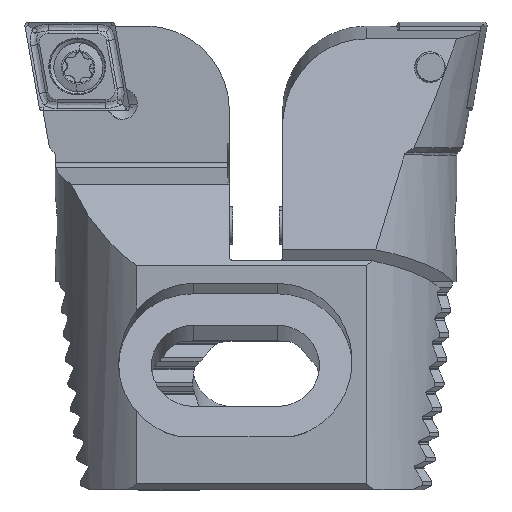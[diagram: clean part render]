
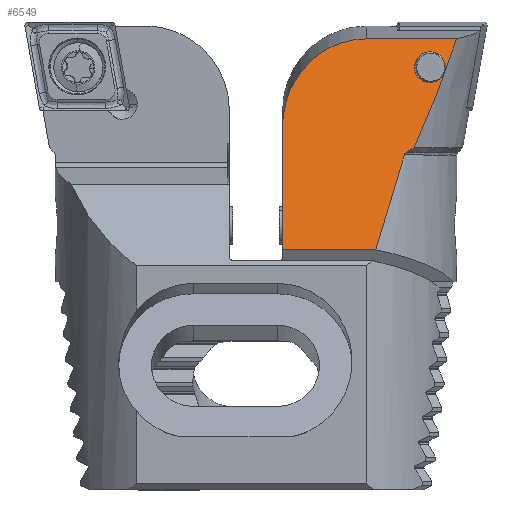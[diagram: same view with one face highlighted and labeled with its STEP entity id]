
A CAD part, top view. The second image highlights one B-rep face of the part: STEP entity #6549.
In plain terms, the highlighted face is planar.
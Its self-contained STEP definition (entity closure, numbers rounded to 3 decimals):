
#5 = CARTESIAN_POINT ( 'NONE',  ( 8.847, -14.266, -14.275 ) ) ;
#173 = EDGE_CURVE ( 'NONE', #6796, #1209, #372, .T. ) ;
#234 = CARTESIAN_POINT ( 'NONE',  ( 7.818, -13.473, -14.062 ) ) ;
#277 = ORIENTED_EDGE ( 'NONE', *, *, #2620, .T. ) ;
#372 =( BOUNDED_CURVE ( )  B_SPLINE_CURVE ( 3, ( #486, #1277, #508, #5 ),
 .UNSPECIFIED., .F., .T. ) 
 B_SPLINE_CURVE_WITH_KNOTS ( ( 4, 4 ),
 ( 3.769, 3.965 ),
 .UNSPECIFIED. ) 
 CURVE ( )  GEOMETRIC_REPRESENTATION_ITEM ( )  RATIONAL_B_SPLINE_CURVE ( ( 1., 0.997, 0.997, 1. ) ) 
 REPRESENTATION_ITEM ( '' )  );
#413 = CARTESIAN_POINT ( 'NONE',  ( 21.9, -11.204, -13.454 ) ) ;
#477 = ORIENTED_EDGE ( 'NONE', *, *, #173, .T. ) ;
#486 = CARTESIAN_POINT ( 'NONE',  ( 11.921, -24.437, -17. ) ) ;
#508 = CARTESIAN_POINT ( 'NONE',  ( 9.781, -18.026, -15.282 ) ) ;
#522 =( BOUNDED_CURVE ( )  B_SPLINE_CURVE ( 3, ( #3523, #3314, #3287, #3564 ),
 .UNSPECIFIED., .F., .F. ) 
 B_SPLINE_CURVE_WITH_KNOTS ( ( 4, 4 ),
 ( 4.583, 7.724 ),
 .UNSPECIFIED. ) 
 CURVE ( )  GEOMETRIC_REPRESENTATION_ITEM ( )  RATIONAL_B_SPLINE_CURVE ( ( 1., 0.333, 0.333, 1. ) ) 
 REPRESENTATION_ITEM ( '' )  );
#757 = ORIENTED_EDGE ( 'NONE', *, *, #2007, .T. ) ;
#950 = ORIENTED_EDGE ( 'NONE', *, *, #3525, .T. ) ;
#1152 = CARTESIAN_POINT ( 'NONE',  ( 4.722, -6.18, -12.108 ) ) ;
#1164 = ORIENTED_EDGE ( 'NONE', *, *, #5370, .T. ) ;
#1209 = VERTEX_POINT ( 'NONE', #3142 ) ;
#1230 =( BOUNDED_CURVE ( )  B_SPLINE_CURVE ( 3, ( #2710, #2740, #3408, #2407 ),
 .UNSPECIFIED., .F., .T. ) 
 B_SPLINE_CURVE_WITH_KNOTS ( ( 4, 4 ),
 ( 0., 1.571 ),
 .UNSPECIFIED. ) 
 CURVE ( )  GEOMETRIC_REPRESENTATION_ITEM ( )  RATIONAL_B_SPLINE_CURVE ( ( 1., 0.805, 0.805, 1. ) ) 
 REPRESENTATION_ITEM ( '' )  );
#1277 = CARTESIAN_POINT ( 'NONE',  ( 10.809, -21.427, -16.194 ) ) ;
#1344 = CARTESIAN_POINT ( 'NONE',  ( 49., -1.828, -10.942 ) ) ;
#1418 = EDGE_CURVE ( 'NONE', #6473, #5898, #522, .T. ) ;
#1462 = ORIENTED_EDGE ( 'NONE', *, *, #3326, .T. ) ;
#1613 = CARTESIAN_POINT ( 'NONE',  ( 4.477, -4.859, -11.754 ) ) ;
#1640 = CARTESIAN_POINT ( 'NONE',  ( 8.619, -13.983, -14.199 ) ) ;
#1836 = LINE ( 'NONE', #2544, #5093 ) ;
#2007 = EDGE_CURVE ( 'NONE', #4476, #2068, #1230, .T. ) ;
#2068 = VERTEX_POINT ( 'NONE', #413 ) ;
#2182 = ORIENTED_EDGE ( 'NONE', *, *, #6940, .T. ) ;
#2193 = CARTESIAN_POINT ( 'NONE',  ( 7.779, -4.859, -11.754 ) ) ;
#2219 = CARTESIAN_POINT ( 'NONE',  ( 7.81, -8.159, -12.638 ) ) ;
#2223 = B_SPLINE_CURVE_WITH_KNOTS ( 'NONE', 3,
 ( #5576, #5561, #5546, #5541 ),
 .UNSPECIFIED., .F., .F.,
 ( 4, 4 ),
 ( 0., 0.001 ),
 .UNSPECIFIED. ) ;
#2302 = CARTESIAN_POINT ( 'NONE',  ( 49., -1.828, -10.942 ) ) ;
#2304 = CARTESIAN_POINT ( 'NONE',  ( 11.921, -24.437, -17. ) ) ;
#2407 = CARTESIAN_POINT ( 'NONE',  ( 21.9, -11.204, -13.454 ) ) ;
#2420 = CARTESIAN_POINT ( 'NONE',  ( 7.818, -13.473, -14.062 ) ) ;
#2513 = DIRECTION ( 'NONE',  ( 0., 0.966, 0.259 ) ) ;
#2522 = DIRECTION ( 'NONE',  ( -1., 0., 0. ) ) ;
#2544 = CARTESIAN_POINT ( 'NONE',  ( 21.9, -24.437, -17. ) ) ;
#2620 = EDGE_CURVE ( 'NONE', #5898, #6473, #3578, .T. ) ;
#2640 = DIRECTION ( 'NONE',  ( 0., -0.966, -0.259 ) ) ;
#2710 = CARTESIAN_POINT ( 'NONE',  ( 12.9, -1.828, -10.942 ) ) ;
#2736 = DIRECTION ( 'NONE',  ( -1., 0., 0. ) ) ;
#2740 = CARTESIAN_POINT ( 'NONE',  ( 18.172, -1.828, -10.942 ) ) ;
#3064 = FACE_BOUND ( 'NONE', #4102, .T. ) ;
#3142 = CARTESIAN_POINT ( 'NONE',  ( 8.847, -14.266, -14.275 ) ) ;
#3204 = CARTESIAN_POINT ( 'NONE',  ( 3.249, -1.828, -10.942 ) ) ;
#3250 =( BOUNDED_CURVE ( )  B_SPLINE_CURVE ( 3, ( #2420, #6917, #1152, #5678 ),
 .UNSPECIFIED., .F., .F. ) 
 B_SPLINE_CURVE_WITH_KNOTS ( ( 4, 4 ),
 ( 3.554, 3.679 ),
 .UNSPECIFIED. ) 
 CURVE ( )  GEOMETRIC_REPRESENTATION_ITEM ( )  RATIONAL_B_SPLINE_CURVE ( ( 1., 0.999, 0.999, 1. ) ) 
 REPRESENTATION_ITEM ( '' )  );
#3287 = CARTESIAN_POINT ( 'NONE',  ( 4.446, -1.559, -10.87 ) ) ;
#3314 = CARTESIAN_POINT ( 'NONE',  ( 7.748, -1.559, -10.87 ) ) ;
#3326 = EDGE_CURVE ( 'NONE', #1209, #5941, #7988, .T. ) ;
#3408 = CARTESIAN_POINT ( 'NONE',  ( 21.9, -5.711, -11.982 ) ) ;
#3473 = CARTESIAN_POINT ( 'NONE',  ( 4.508, -8.159, -12.638 ) ) ;
#3523 = CARTESIAN_POINT ( 'NONE',  ( 7.779, -4.859, -11.754 ) ) ;
#3525 = EDGE_CURVE ( 'NONE', #5941, #6691, #2223, .T. ) ;
#3564 = CARTESIAN_POINT ( 'NONE',  ( 4.477, -4.859, -11.754 ) ) ;
#3578 =( BOUNDED_CURVE ( )  B_SPLINE_CURVE ( 3, ( #3580, #3473, #2219, #2193 ),
 .UNSPECIFIED., .F., .F. ) 
 B_SPLINE_CURVE_WITH_KNOTS ( ( 4, 4 ),
 ( 1.441, 4.583 ),
 .UNSPECIFIED. ) 
 CURVE ( )  GEOMETRIC_REPRESENTATION_ITEM ( )  RATIONAL_B_SPLINE_CURVE ( ( 1., 0.333, 0.333, 1. ) ) 
 REPRESENTATION_ITEM ( '' )  );
#3580 = CARTESIAN_POINT ( 'NONE',  ( 4.477, -4.859, -11.754 ) ) ;
#3782 = LINE ( 'NONE', #5988, #6783 ) ;
#3787 = EDGE_CURVE ( 'NONE', #4476, #5320, #6276, .T. ) ;
#3952 = FACE_OUTER_BOUND ( 'NONE', #4405, .T. ) ;
#4102 = EDGE_LOOP ( 'NONE', ( #6896, #277 ) ) ;
#4405 = EDGE_LOOP ( 'NONE', ( #7688, #757, #8291, #1164, #477, #1462, #950, #2182 ) ) ;
#4458 = CARTESIAN_POINT ( 'NONE',  ( 12.9, -1.828, -10.942 ) ) ;
#4476 = VERTEX_POINT ( 'NONE', #4458 ) ;
#4608 = AXIS2_PLACEMENT_3D ( 'NONE', #1344, #6512, #2640 ) ;
#4977 = VERTEX_POINT ( 'NONE', #6503 ) ;
#5093 = VECTOR ( 'NONE', #2513, 1000. ) ;
#5223 = PLANE ( 'NONE',  #4608 ) ;
#5320 = VERTEX_POINT ( 'NONE', #3204 ) ;
#5361 = EDGE_CURVE ( 'NONE', #4977, #2068, #1836, .T. ) ;
#5370 = EDGE_CURVE ( 'NONE', #4977, #6796, #3782, .T. ) ;
#5541 = CARTESIAN_POINT ( 'NONE',  ( 7.818, -13.473, -14.062 ) ) ;
#5546 = CARTESIAN_POINT ( 'NONE',  ( 8.084, -13.645, -14.108 ) ) ;
#5561 = CARTESIAN_POINT ( 'NONE',  ( 8.351, -13.815, -14.154 ) ) ;
#5576 = CARTESIAN_POINT ( 'NONE',  ( 8.619, -13.983, -14.199 ) ) ;
#5678 = CARTESIAN_POINT ( 'NONE',  ( 3.249, -1.828, -10.942 ) ) ;
#5898 = VERTEX_POINT ( 'NONE', #1613 ) ;
#5941 = VERTEX_POINT ( 'NONE', #1640 ) ;
#5988 = CARTESIAN_POINT ( 'NONE',  ( 49., -24.437, -17. ) ) ;
#6072 = VECTOR ( 'NONE', #2736, 1000. ) ;
#6276 = LINE ( 'NONE', #2302, #6072 ) ;
#6473 = VERTEX_POINT ( 'NONE', #8312 ) ;
#6503 = CARTESIAN_POINT ( 'NONE',  ( 21.9, -24.437, -17. ) ) ;
#6512 = DIRECTION ( 'NONE',  ( 0., -0.259, 0.966 ) ) ;
#6549 = ADVANCED_FACE ( 'NONE', ( #3064, #3952 ), #5223, .F. ) ;
#6691 = VERTEX_POINT ( 'NONE', #234 ) ;
#6783 = VECTOR ( 'NONE', #2522, 1000. ) ;
#6796 = VERTEX_POINT ( 'NONE', #2304 ) ;
#6896 = ORIENTED_EDGE ( 'NONE', *, *, #1418, .T. ) ;
#6917 = CARTESIAN_POINT ( 'NONE',  ( 6.247, -10.067, -13.15 ) ) ;
#6940 = EDGE_CURVE ( 'NONE', #6691, #5320, #3250, .T. ) ;
#7624 = CARTESIAN_POINT ( 'NONE',  ( 8.619, -13.983, -14.199 ) ) ;
#7642 = CARTESIAN_POINT ( 'NONE',  ( 8.672, -14.016, -14.208 ) ) ;
#7653 = CARTESIAN_POINT ( 'NONE',  ( 8.721, -14.057, -14.219 ) ) ;
#7688 = ORIENTED_EDGE ( 'NONE', *, *, #3787, .F. ) ;
#7701 = CARTESIAN_POINT ( 'NONE',  ( 8.801, -14.151, -14.244 ) ) ;
#7769 = CARTESIAN_POINT ( 'NONE',  ( 8.847, -14.266, -14.275 ) ) ;
#7789 = CARTESIAN_POINT ( 'NONE',  ( 8.833, -14.205, -14.258 ) ) ;
#7988 = B_SPLINE_CURVE_WITH_KNOTS ( 'NONE', 3,
 ( #7769, #7789, #7701, #7653, #7642, #7624 ),
 .UNSPECIFIED., .F., .F.,
 ( 4, 2, 4 ),
 ( 0., 0., 0. ),
 .UNSPECIFIED. ) ;
#8291 = ORIENTED_EDGE ( 'NONE', *, *, #5361, .F. ) ;
#8312 = CARTESIAN_POINT ( 'NONE',  ( 7.779, -4.859, -11.754 ) ) ;
